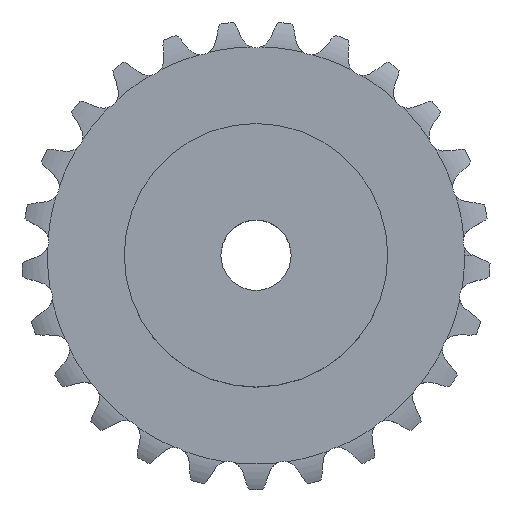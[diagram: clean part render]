
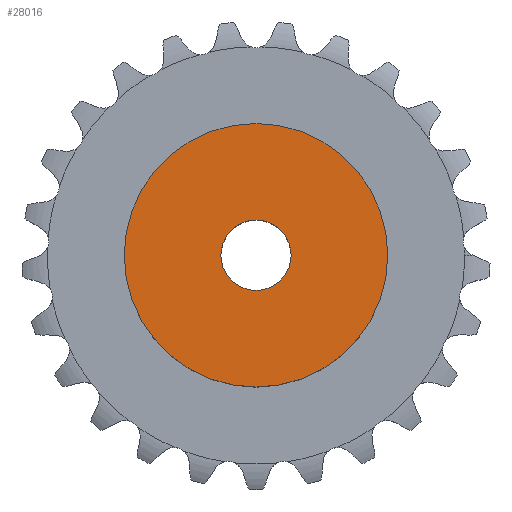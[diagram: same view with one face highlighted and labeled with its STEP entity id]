
A CAD part, top view. The second image highlights one B-rep face of the part: STEP entity #28016.
In plain terms, the highlighted planar face has unit normal (0, 0, 1).
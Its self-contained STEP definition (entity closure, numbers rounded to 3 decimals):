
#3447 = CYLINDRICAL_SURFACE('',#3448,15.);
#3448 = AXIS2_PLACEMENT_3D('',#3449,#3450,#3451);
#3449 = CARTESIAN_POINT('',(0.,0.,0.));
#3450 = DIRECTION('',(-0.,-0.,-1.));
#3451 = DIRECTION('',(1.,0.,0.));
#18172 = VERTEX_POINT('',#18173);
#18173 = CARTESIAN_POINT('',(15.,0.,14.));
#18194 = EDGE_CURVE('',#18172,#18172,#18195,.T.);
#18195 = SURFACE_CURVE('',#18196,(#18201,#18208),.PCURVE_S1.);
#18196 = CIRCLE('',#18197,15.);
#18197 = AXIS2_PLACEMENT_3D('',#18198,#18199,#18200);
#18198 = CARTESIAN_POINT('',(0.,0.,14.));
#18199 = DIRECTION('',(0.,0.,1.));
#18200 = DIRECTION('',(1.,0.,0.));
#18201 = PCURVE('',#3447,#18202);
#18202 = DEFINITIONAL_REPRESENTATION('',(#18203),#18207);
#18203 = LINE('',#18204,#18205);
#18204 = CARTESIAN_POINT('',(-0.,-14.));
#18205 = VECTOR('',#18206,1.);
#18206 = DIRECTION('',(-1.,0.));
#18207 = ( GEOMETRIC_REPRESENTATION_CONTEXT(2) 
PARAMETRIC_REPRESENTATION_CONTEXT() REPRESENTATION_CONTEXT('2D SPACE',''
  ) );
#18208 = PCURVE('',#18209,#18214);
#18209 = PLANE('',#18210);
#18210 = AXIS2_PLACEMENT_3D('',#18211,#18212,#18213);
#18211 = CARTESIAN_POINT('',(0.,0.,14.)
  );
#18212 = DIRECTION('',(0.,0.,1.));
#18213 = DIRECTION('',(1.,0.,0.));
#18214 = DEFINITIONAL_REPRESENTATION('',(#18215),#18219);
#18215 = CIRCLE('',#18216,15.);
#18216 = AXIS2_PLACEMENT_2D('',#18217,#18218);
#18217 = CARTESIAN_POINT('',(0.,0.));
#18218 = DIRECTION('',(1.,0.));
#18219 = ( GEOMETRIC_REPRESENTATION_CONTEXT(2) 
PARAMETRIC_REPRESENTATION_CONTEXT() REPRESENTATION_CONTEXT('2D SPACE',''
  ) );
#23947 = CYLINDRICAL_SURFACE('',#23948,4.);
#23948 = AXIS2_PLACEMENT_3D('',#23949,#23950,#23951);
#23949 = CARTESIAN_POINT('',(0.,0.,82.399));
#23950 = DIRECTION('',(0.,0.,1.));
#23951 = DIRECTION('',(1.,0.,0.));
#28016 = ADVANCED_FACE('',(#28017,#28020),#18209,.T.);
#28017 = FACE_BOUND('',#28018,.T.);
#28018 = EDGE_LOOP('',(#28019));
#28019 = ORIENTED_EDGE('',*,*,#18194,.T.);
#28020 = FACE_BOUND('',#28021,.T.);
#28021 = EDGE_LOOP('',(#28022));
#28022 = ORIENTED_EDGE('',*,*,#28023,.F.);
#28023 = EDGE_CURVE('',#28024,#28024,#28026,.T.);
#28024 = VERTEX_POINT('',#28025);
#28025 = CARTESIAN_POINT('',(4.,0.,14.));
#28026 = SURFACE_CURVE('',#28027,(#28032,#28039),.PCURVE_S1.);
#28027 = CIRCLE('',#28028,4.);
#28028 = AXIS2_PLACEMENT_3D('',#28029,#28030,#28031);
#28029 = CARTESIAN_POINT('',(0.,0.,14.));
#28030 = DIRECTION('',(0.,0.,1.));
#28031 = DIRECTION('',(1.,0.,0.));
#28032 = PCURVE('',#18209,#28033);
#28033 = DEFINITIONAL_REPRESENTATION('',(#28034),#28038);
#28034 = CIRCLE('',#28035,4.);
#28035 = AXIS2_PLACEMENT_2D('',#28036,#28037);
#28036 = CARTESIAN_POINT('',(0.,0.));
#28037 = DIRECTION('',(1.,0.));
#28038 = ( GEOMETRIC_REPRESENTATION_CONTEXT(2) 
PARAMETRIC_REPRESENTATION_CONTEXT() REPRESENTATION_CONTEXT('2D SPACE',''
  ) );
#28039 = PCURVE('',#23947,#28040);
#28040 = DEFINITIONAL_REPRESENTATION('',(#28041),#28045);
#28041 = LINE('',#28042,#28043);
#28042 = CARTESIAN_POINT('',(0.,-68.399));
#28043 = VECTOR('',#28044,1.);
#28044 = DIRECTION('',(1.,0.));
#28045 = ( GEOMETRIC_REPRESENTATION_CONTEXT(2) 
PARAMETRIC_REPRESENTATION_CONTEXT() REPRESENTATION_CONTEXT('2D SPACE',''
  ) );
